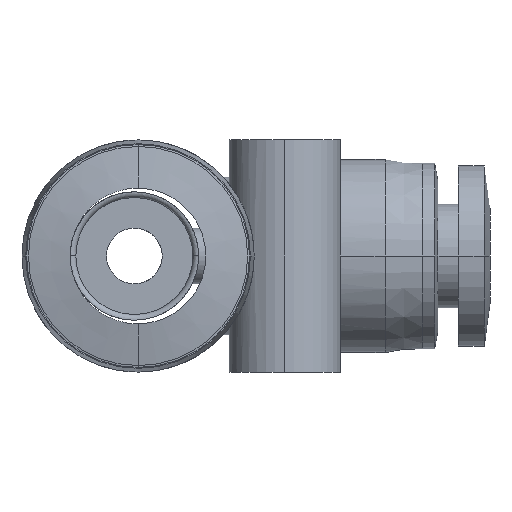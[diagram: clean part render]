
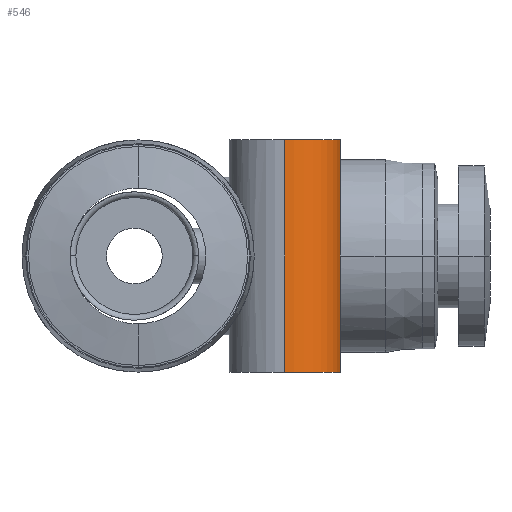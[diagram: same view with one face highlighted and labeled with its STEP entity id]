
A CAD part, left-side view. The second image highlights one B-rep face of the part: STEP entity #546.
In plain terms, the highlighted cylindrical face has radius 3 mm (diameter 6 mm), a partial arc.
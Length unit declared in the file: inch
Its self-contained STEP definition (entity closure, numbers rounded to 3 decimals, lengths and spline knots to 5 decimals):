
#24 = AXIS2_PLACEMENT_3D ( 'NONE', #1356, #4067, #1771 ) ;
#33 = CIRCLE ( 'NONE', #2326, 0.11811 ) ;
#78 = CARTESIAN_POINT ( 'NONE',  ( -0.15354, 0.43504, -0.24606 ) ) ;
#100 = CARTESIAN_POINT ( 'NONE',  ( -0.20472, 0.33772, 0.01646 ) ) ;
#116 = CARTESIAN_POINT ( 'NONE',  ( -0.15354, 0.42683, 0.13541 ) ) ;
#145 = EDGE_CURVE ( 'NONE', #3616, #3563, #1675, .T. ) ;
#493 = CARTESIAN_POINT ( 'NONE',  ( -0.19698, 0.34349, 0.05635 ) ) ;
#541 = ORIENTED_EDGE ( 'NONE', *, *, #3186, .T. ) ;
#544 = DIRECTION ( 'NONE',  ( 0., 0., 1. ) ) ;
#546 = ADVANCED_FACE ( 'NONE', ( #1232 ), #741, .T. ) ;
#741 = CYLINDRICAL_SURFACE ( 'NONE', #4083, 0.11811 ) ;
#751 = EDGE_CURVE ( 'NONE', #3987, #4521, #2764, .T. ) ;
#823 = VECTOR ( 'NONE', #544, 39.37008 ) ;
#870 = CARTESIAN_POINT ( 'NONE',  ( -0.18921, 0.35039, 0.07857 ) ) ;
#915 = ORIENTED_EDGE ( 'NONE', *, *, #1558, .T. ) ;
#927 = DIRECTION ( 'NONE',  ( 1., 0., 0. ) ) ;
#1029 = CARTESIAN_POINT ( 'NONE',  ( -0.27165, 0.43504, 0.24606 ) ) ;
#1232 = FACE_OUTER_BOUND ( 'NONE', #3151, .T. ) ;
#1267 = CARTESIAN_POINT ( 'NONE',  ( -0.1795, 0.361, 0.09873 ) ) ;
#1314 = CARTESIAN_POINT ( 'NONE',  ( -0.20472, 0.33772, 0. ) ) ;
#1356 = CARTESIAN_POINT ( 'NONE',  ( -0.27165, 0.43504, -0.24606 ) ) ;
#1362 = CARTESIAN_POINT ( 'NONE',  ( -0.15354, 0.43504, 0.24606 ) ) ;
#1424 = DIRECTION ( 'NONE',  ( 1., 0., 0. ) ) ;
#1558 = EDGE_CURVE ( 'NONE', #4521, #3616, #2366, .T. ) ;
#1673 = CARTESIAN_POINT ( 'NONE',  ( -0.1692, 0.37594, 0.11543 ) ) ;
#1675 = LINE ( 'NONE', #2091, #2985 ) ;
#1728 = EDGE_CURVE ( 'NONE', #3563, #4764, #33, .T. ) ;
#1765 = CARTESIAN_POINT ( 'NONE',  ( -0.38976, 0.43504, 0.24606 ) ) ;
#1771 = DIRECTION ( 'NONE',  ( 1., 0., 0. ) ) ;
#2040 = ORIENTED_EDGE ( 'NONE', *, *, #3045, .T. ) ;
#2043 = DIRECTION ( 'NONE',  ( 0., 0., 1. ) ) ;
#2046 = DIRECTION ( 'NONE',  ( 0., 0., 1. ) ) ;
#2072 = CARTESIAN_POINT ( 'NONE',  ( -0.16015, 0.39543, 0.12762 ) ) ;
#2091 = CARTESIAN_POINT ( 'NONE',  ( -0.15354, 0.43504, 0. ) ) ;
#2180 = ORIENTED_EDGE ( 'NONE', *, *, #145, .T. ) ;
#2185 = CARTESIAN_POINT ( 'NONE',  ( -0.15354, 0.43504, 0.13541 ) ) ;
#2259 = ORIENTED_EDGE ( 'NONE', *, *, #4525, .F. ) ;
#2309 = CARTESIAN_POINT ( 'NONE',  ( -0.27165, 0.43504, 0. ) ) ;
#2326 = AXIS2_PLACEMENT_3D ( 'NONE', #1029, #3733, #1424 ) ;
#2366 = B_SPLINE_CURVE_WITH_KNOTS ( 'NONE', 3,
 ( #4778, #100, #2819, #493, #3187, #870, #3577, #1267, #3966, #1673, #4393, #2072, #4788, #2458, #116, #2836 ),
 .UNSPECIFIED., .F., .F.,
 ( 4, 2, 2, 2, 2, 2, 2, 4 ),
 ( 0.00682, 0.00807, 0.0087, 0.00932, 0.00995, 0.01058, 0.0112, 0.01183 ),
 .UNSPECIFIED. ) ;
#2458 = CARTESIAN_POINT ( 'NONE',  ( -0.15444, 0.4185, 0.13442 ) ) ;
#2490 = CARTESIAN_POINT ( 'NONE',  ( -0.38976, 0.43504, 0. ) ) ;
#2552 = CARTESIAN_POINT ( 'NONE',  ( -0.38976, 0.43504, -0.24606 ) ) ;
#2748 = CIRCLE ( 'NONE', #24, 0.11811 ) ;
#2756 = VECTOR ( 'NONE', #3152, 39.37008 ) ;
#2764 = B_SPLINE_CURVE_WITH_KNOTS ( 'NONE', 3,
 ( #3478, #3560, #3530, #3467, #3462, #3446, #3440, #3420, #3408, #3393, #3374, #3355, #3341, #3320, #3425, #3303, #3288, #3253 ),
 .UNSPECIFIED., .F., .F.,
 ( 4, 2, 2, 2, 2, 2, 2, 2, 4 ),
 ( 0.00182, 0.00245, 0.00307, 0.0037, 0.00432, 0.00495, 0.00557, 0.0062, 0.00682 ),
 .UNSPECIFIED. ) ;
#2819 = CARTESIAN_POINT ( 'NONE',  ( -0.20276, 0.33898, 0.03265 ) ) ;
#2836 = CARTESIAN_POINT ( 'NONE',  ( -0.15354, 0.43504, 0.13541 ) ) ;
#2866 = CARTESIAN_POINT ( 'NONE',  ( -0.15354, 0.43504, -0.13541 ) ) ;
#2985 = VECTOR ( 'NONE', #2046, 39.37008 ) ;
#3033 = ORIENTED_EDGE ( 'NONE', *, *, #751, .T. ) ;
#3045 = EDGE_CURVE ( 'NONE', #3513, #3987, #3881, .T. ) ;
#3151 = EDGE_LOOP ( 'NONE', ( #2259, #541, #2040, #3033, #915, #2180, #4263 ) ) ;
#3152 = DIRECTION ( 'NONE',  ( 0., 0., 1. ) ) ;
#3186 = EDGE_CURVE ( 'NONE', #3623, #3513, #2748, .T. ) ;
#3187 = CARTESIAN_POINT ( 'NONE',  ( -0.19463, 0.34542, 0.06396 ) ) ;
#3253 = CARTESIAN_POINT ( 'NONE',  ( -0.20472, 0.33772, 0. ) ) ;
#3288 = CARTESIAN_POINT ( 'NONE',  ( -0.20472, 0.33772, -0.00822 ) ) ;
#3303 = CARTESIAN_POINT ( 'NONE',  ( -0.20422, 0.33806, -0.01648 ) ) ;
#3320 = CARTESIAN_POINT ( 'NONE',  ( -0.20082, 0.34049, -0.04059 ) ) ;
#3341 = CARTESIAN_POINT ( 'NONE',  ( -0.19701, 0.34347, -0.05625 ) ) ;
#3355 = CARTESIAN_POINT ( 'NONE',  ( -0.19463, 0.34543, -0.06398 ) ) ;
#3374 = CARTESIAN_POINT ( 'NONE',  ( -0.18919, 0.3504, -0.07861 ) ) ;
#3393 = CARTESIAN_POINT ( 'NONE',  ( -0.18613, 0.35342, -0.08556 ) ) ;
#3408 = CARTESIAN_POINT ( 'NONE',  ( -0.17953, 0.36096, -0.09867 ) ) ;
#3420 = CARTESIAN_POINT ( 'NONE',  ( -0.17603, 0.36543, -0.10472 ) ) ;
#3425 = CARTESIAN_POINT ( 'NONE',  ( -0.20227, 0.33945, -0.03263 ) ) ;
#3440 = CARTESIAN_POINT ( 'NONE',  ( -0.16921, 0.37592, -0.11541 ) ) ;
#3446 = CARTESIAN_POINT ( 'NONE',  ( -0.16587, 0.382, -0.12009 ) ) ;
#3462 = CARTESIAN_POINT ( 'NONE',  ( -0.16014, 0.39543, -0.12763 ) ) ;
#3467 = CARTESIAN_POINT ( 'NONE',  ( -0.15771, 0.40293, -0.13056 ) ) ;
#3478 = CARTESIAN_POINT ( 'NONE',  ( -0.15354, 0.43504, -0.13541 ) ) ;
#3513 = VERTEX_POINT ( 'NONE', #78 ) ;
#3530 = CARTESIAN_POINT ( 'NONE',  ( -0.15443, 0.41853, -0.13442 ) ) ;
#3560 = CARTESIAN_POINT ( 'NONE',  ( -0.15354, 0.42685, -0.13541 ) ) ;
#3563 = VERTEX_POINT ( 'NONE', #1362 ) ;
#3577 = CARTESIAN_POINT ( 'NONE',  ( -0.1861, 0.35346, 0.08563 ) ) ;
#3616 = VERTEX_POINT ( 'NONE', #2185 ) ;
#3623 = VERTEX_POINT ( 'NONE', #2552 ) ;
#3733 = DIRECTION ( 'NONE',  ( 0., 0., -1. ) ) ;
#3881 = LINE ( 'NONE', #3924, #2756 ) ;
#3911 = LINE ( 'NONE', #2490, #823 ) ;
#3924 = CARTESIAN_POINT ( 'NONE',  ( -0.15354, 0.43504, 0. ) ) ;
#3966 = CARTESIAN_POINT ( 'NONE',  ( -0.17604, 0.36542, 0.1047 ) ) ;
#3987 = VERTEX_POINT ( 'NONE', #2866 ) ;
#4067 = DIRECTION ( 'NONE',  ( 0., 0., 1. ) ) ;
#4083 = AXIS2_PLACEMENT_3D ( 'NONE', #2309, #2043, #927 ) ;
#4263 = ORIENTED_EDGE ( 'NONE', *, *, #1728, .T. ) ;
#4393 = CARTESIAN_POINT ( 'NONE',  ( -0.16587, 0.38199, 0.12008 ) ) ;
#4521 = VERTEX_POINT ( 'NONE', #1314 ) ;
#4525 = EDGE_CURVE ( 'NONE', #3623, #4764, #3911, .T. ) ;
#4764 = VERTEX_POINT ( 'NONE', #1765 ) ;
#4778 = CARTESIAN_POINT ( 'NONE',  ( -0.20472, 0.33772, 0. ) ) ;
#4788 = CARTESIAN_POINT ( 'NONE',  ( -0.15771, 0.40293, 0.13056 ) ) ;
